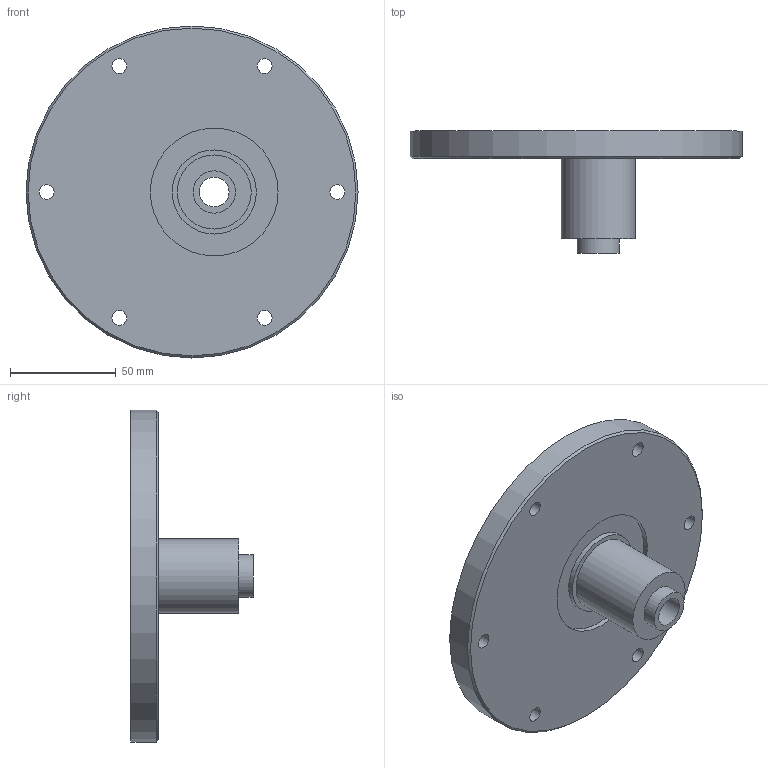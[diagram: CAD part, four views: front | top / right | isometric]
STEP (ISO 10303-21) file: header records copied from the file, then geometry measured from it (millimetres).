
FILE_DESCRIPTION(('FreeCAD Model'),'2;1');
FILE_NAME('Open CASCADE Shape Model','2022-12-02T20:26:02',(''),(''), 'Open CASCADE STEP processor 7.6','FreeCAD','Unknown');
FILE_SCHEMA(('AUTOMOTIVE_DESIGN { 1 0 10303 214 1 1 1 1 }'));
Length unit declared in the file: millimetre
Products named in the file (1): Body
Bounding box: 157 x 57.75 x 157 mm (x, y, z)
Volume: 268929.5 mm3; surface area: 54268.9 mm2
Topology: 1 solids, 1 shells, 23 faces, 44 edges, 29 vertices
Faces by surface type: cylinder 14, plane 8, cone 1
Full cylindrical faces by diameter (mm): 7 x6, 14 x1, 16 x1, 20 x1, 28.15 x1, 35 x1, 39.8 x1, 60.4 x1, 157 x1
Entity records: 1287 total; most frequent: CARTESIAN_POINT 317, DIRECTION 187, ORIENTED_EDGE 88, PCURVE 88, DEFINITIONAL_REPRESENTATION 88, LINE 75, VECTOR 75, AXIS2_PLACEMENT_3D 53
